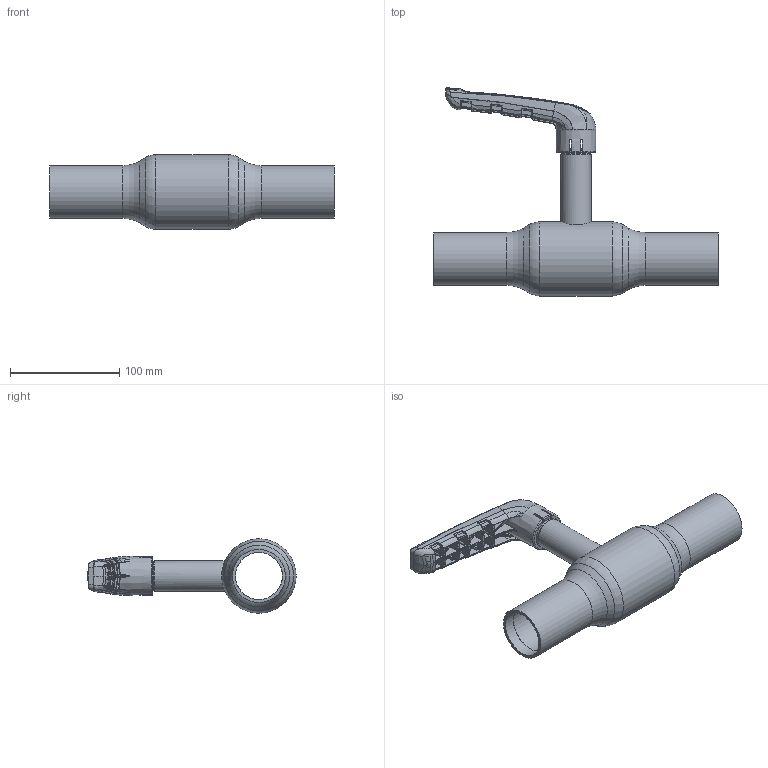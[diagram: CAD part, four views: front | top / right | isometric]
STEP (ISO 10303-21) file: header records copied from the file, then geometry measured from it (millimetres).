
FILE_DESCRIPTION (( 'STEP AP214' ), '1' );
FILE_NAME ('1040003001-2101.STEP', '2025-01-21T13:01:47', ( '' ), ( '' ), 'SwSTEP 2.0', 'SolidWorks 2023', '' );
FILE_SCHEMA (( 'AUTOMOTIVE_DESIGN' ));
Length unit declared in the file: millimetre
Products named in the file (1): 1040003001-2101
Bounding box: 260 x 190.31 x 68 mm (x, y, z)
Surface area: 93706.8 mm2 (no closed solid volume)
Topology: 0 solids, 7 shells, 672 faces, 2297 edges, 1508 vertices
Faces by surface type: bspline 598, plane 33, cylinder 15, cone 12, torus 10, sphere 4
Full cylindrical faces by diameter (mm): 25.8 x1, 28 x1, 42.8 x2, 43.1 x2, 48.3 x2, 68 x1
Entity records: 47410 total; most frequent: CARTESIAN_POINT 33676, ORIENTED_EDGE 3517, EDGE_CURVE 2260, B_SPLINE_CURVE_WITH_KNOTS 1684, VERTEX_POINT 1504, DIRECTION 1184, EDGE_LOOP 701, FACE_OUTER_BOUND 687
